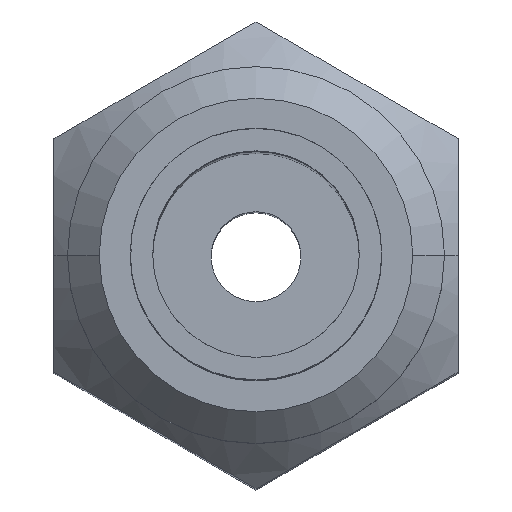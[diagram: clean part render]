
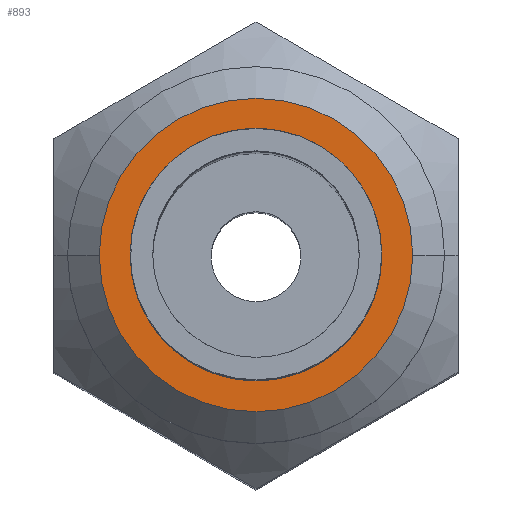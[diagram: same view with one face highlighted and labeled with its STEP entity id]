
A CAD part, top view. The second image highlights one B-rep face of the part: STEP entity #893.
In plain terms, the highlighted planar face has unit normal (0, 0, 1).
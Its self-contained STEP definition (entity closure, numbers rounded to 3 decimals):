
#89 = DIRECTION ( 'NONE',  ( 1., 0., 0. ) ) ;
#99 = DIRECTION ( 'NONE',  ( 1., 0., 0. ) ) ;
#221 = DIRECTION ( 'NONE',  ( 1., 0., 0. ) ) ;
#282 = VERTEX_POINT ( 'NONE', #2237 ) ;
#893 = ADVANCED_FACE ( 'NONE', ( #5983, #7332 ), #4534, .T. ) ;
#1322 = CIRCLE ( 'NONE', #4821, 2.8 ) ;
#1783 = CIRCLE ( 'NONE', #3705, 2.8 ) ;
#2091 = CARTESIAN_POINT ( 'NONE',  ( -3.489, 0., 13.867 ) ) ;
#2237 = CARTESIAN_POINT ( 'NONE',  ( 2.8, 0., 13.867 ) ) ;
#2381 = CARTESIAN_POINT ( 'NONE',  ( 3.489, 0., 13.867 ) ) ;
#2466 = ORIENTED_EDGE ( 'NONE', *, *, #3235, .F. ) ;
#2536 = CIRCLE ( 'NONE', #5798, 3.489 ) ;
#2572 = EDGE_CURVE ( 'NONE', #282, #5802, #1322, .T. ) ;
#2598 = CARTESIAN_POINT ( 'NONE',  ( 0., 0., 13.867 ) ) ;
#2873 = EDGE_LOOP ( 'NONE', ( #7701, #6336 ) ) ;
#3130 = EDGE_CURVE ( 'NONE', #3431, #3594, #2536, .T. ) ;
#3207 = DIRECTION ( 'NONE',  ( 0., 0., 1. ) ) ;
#3235 = EDGE_CURVE ( 'NONE', #5802, #282, #1783, .T. ) ;
#3254 = AXIS2_PLACEMENT_3D ( 'NONE', #7227, #3736, #99 ) ;
#3431 = VERTEX_POINT ( 'NONE', #2091 ) ;
#3561 = DIRECTION ( 'NONE',  ( 0., 0., 1. ) ) ;
#3594 = VERTEX_POINT ( 'NONE', #2381 ) ;
#3705 = AXIS2_PLACEMENT_3D ( 'NONE', #7357, #3877, #221 ) ;
#3724 = EDGE_CURVE ( 'NONE', #3594, #3431, #3743, .T. ) ;
#3725 = DIRECTION ( 'NONE',  ( 0., 0., 1. ) ) ;
#3736 = DIRECTION ( 'NONE',  ( 0., 0., 1. ) ) ;
#3743 = CIRCLE ( 'NONE', #3254, 3.489 ) ;
#3877 = DIRECTION ( 'NONE',  ( 0., 0., 1. ) ) ;
#4429 = EDGE_LOOP ( 'NONE', ( #2466, #5513 ) ) ;
#4534 = PLANE ( 'NONE',  #6564 ) ;
#4821 = AXIS2_PLACEMENT_3D ( 'NONE', #7051, #3561, #7630 ) ;
#5513 = ORIENTED_EDGE ( 'NONE', *, *, #2572, .F. ) ;
#5798 = AXIS2_PLACEMENT_3D ( 'NONE', #7212, #3725, #89 ) ;
#5802 = VERTEX_POINT ( 'NONE', #6594 ) ;
#5983 = FACE_OUTER_BOUND ( 'NONE', #2873, .T. ) ;
#6336 = ORIENTED_EDGE ( 'NONE', *, *, #3724, .T. ) ;
#6564 = AXIS2_PLACEMENT_3D ( 'NONE', #2598, #3207, #7288 ) ;
#6594 = CARTESIAN_POINT ( 'NONE',  ( -2.8, 0., 13.867 ) ) ;
#7051 = CARTESIAN_POINT ( 'NONE',  ( 0., 0., 13.867 ) ) ;
#7212 = CARTESIAN_POINT ( 'NONE',  ( 0., 0., 13.867 ) ) ;
#7227 = CARTESIAN_POINT ( 'NONE',  ( 0., 0., 13.867 ) ) ;
#7288 = DIRECTION ( 'NONE',  ( 1., 0., 0. ) ) ;
#7332 = FACE_BOUND ( 'NONE', #4429, .T. ) ;
#7357 = CARTESIAN_POINT ( 'NONE',  ( 0., 0., 13.867 ) ) ;
#7630 = DIRECTION ( 'NONE',  ( 1., 0., 0. ) ) ;
#7701 = ORIENTED_EDGE ( 'NONE', *, *, #3130, .T. ) ;
